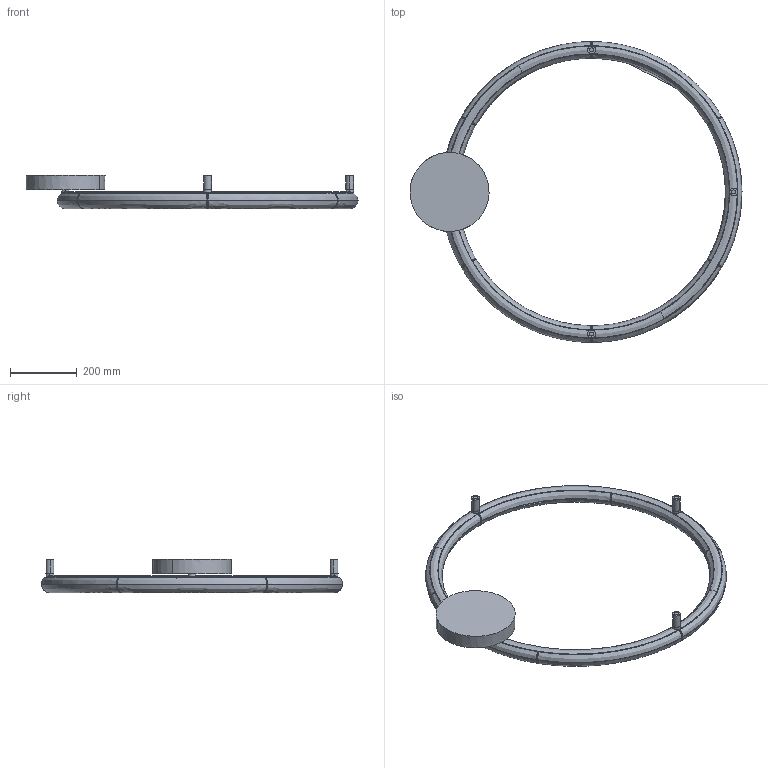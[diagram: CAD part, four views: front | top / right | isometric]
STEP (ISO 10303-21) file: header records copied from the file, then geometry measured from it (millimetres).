
FILE_DESCRIPTION(/* description */ (''),/* implementation_level */ '2;1');
FILE_NAME(/* name */ '3D 130600_Alphabet of light circular wall-ceiling 900',/* time_stamp */ '2018-05-14T17:38:57+02:00',/* author */ (''),/* organization */ (''),/* preprocessor_version */ 'ST-DEVELOPER v10',/* originating_system */ '',/* authorisation */ '');
FILE_SCHEMA (('AUTOMOTIVE_DESIGN'));
Length unit declared in the file: millimetre
Products named in the file (1): 1
Bounding box: 993.29 x 900 x 100.15 mm (x, y, z)
Volume: 1884668.4 mm3; surface area: 630997.1 mm2
Topology: 1 solids, 18 shells, 404 faces, 1723 edges, 1331 vertices
Faces by surface type: bspline 208, plane 196
Entity records: 26658 total; most frequent: CARTESIAN_POINT 17612, ORIENTED_EDGE 2656, EDGE_CURVE 1707, VERTEX_POINT 1331, B_SPLINE_CURVE_WITH_KNOTS 1301, EDGE_LOOP 414, ADVANCED_FACE 404, FACE_OUTER_BOUND 404
